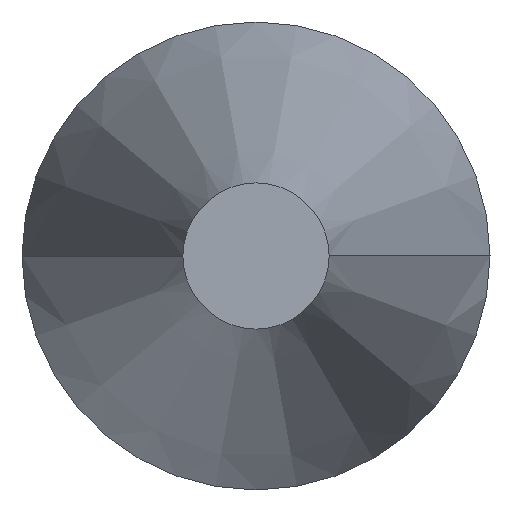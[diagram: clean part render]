
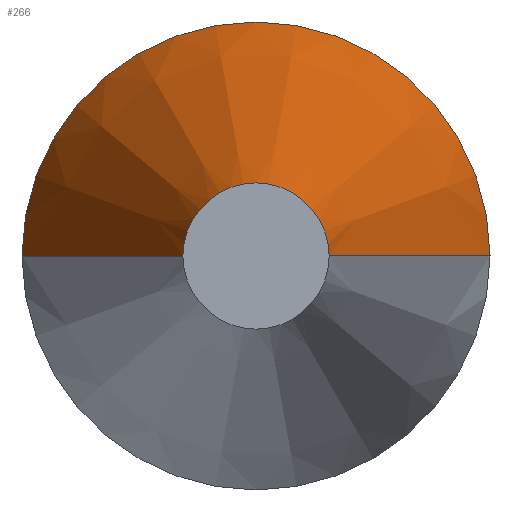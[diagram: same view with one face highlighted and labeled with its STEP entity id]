
A CAD part, front view. The second image highlights one B-rep face of the part: STEP entity #266.
In plain terms, the highlighted conical face has half-angle 15 degrees and reference radius 0.992 mm.
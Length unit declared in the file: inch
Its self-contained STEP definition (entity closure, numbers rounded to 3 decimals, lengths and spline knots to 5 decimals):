
#10 = EDGE_CURVE ( 'NONE', #60, #164, #279, .T. ) ;
#22 = EDGE_CURVE ( 'NONE', #164, #161, #326, .T. ) ;
#31 = CARTESIAN_POINT ( 'NONE',  ( -0.125, 0.69577, 0. ) ) ;
#44 = DIRECTION ( 'NONE',  ( 0., 1., 0. ) ) ;
#60 = VERTEX_POINT ( 'NONE', #94 ) ;
#61 = DIRECTION ( 'NONE',  ( 0., 1., 0. ) ) ;
#66 = DIRECTION ( 'NONE',  ( 0.259, 0.966, 0. ) ) ;
#70 = CARTESIAN_POINT ( 'NONE',  ( 0., 0.69577, 0. ) ) ;
#85 = VERTEX_POINT ( 'NONE', #212 ) ;
#94 = CARTESIAN_POINT ( 'NONE',  ( -0.03905, 0.375, 0. ) ) ;
#104 = EDGE_LOOP ( 'NONE', ( #275, #293, #352, #110 ) ) ;
#110 = ORIENTED_EDGE ( 'NONE', *, *, #10, .F. ) ;
#111 = CONICAL_SURFACE ( 'NONE', #255, 0.03905, 0.262 ) ;
#113 = CARTESIAN_POINT ( 'NONE',  ( -0.03905, 0.375, 0. ) ) ;
#115 = LINE ( 'NONE', #208, #236 ) ;
#118 = CARTESIAN_POINT ( 'NONE',  ( 0., 0.375, 0. ) ) ;
#120 = DIRECTION ( 'NONE',  ( -1., 0., 0. ) ) ;
#144 = AXIS2_PLACEMENT_3D ( 'NONE', #118, #61, #120 ) ;
#145 = FACE_OUTER_BOUND ( 'NONE', #104, .T. ) ;
#161 = VERTEX_POINT ( 'NONE', #278 ) ;
#164 = VERTEX_POINT ( 'NONE', #31 ) ;
#171 = VECTOR ( 'NONE', #196, 39.37008 ) ;
#181 = CARTESIAN_POINT ( 'NONE',  ( 0., 0.375, 0. ) ) ;
#187 = EDGE_CURVE ( 'NONE', #60, #85, #305, .T. ) ;
#196 = DIRECTION ( 'NONE',  ( -0.259, 0.966, 0. ) ) ;
#208 = CARTESIAN_POINT ( 'NONE',  ( 0.03905, 0.375, 0. ) ) ;
#212 = CARTESIAN_POINT ( 'NONE',  ( 0.03905, 0.375, 0. ) ) ;
#233 = DIRECTION ( 'NONE',  ( 0., 1., 0. ) ) ;
#235 = AXIS2_PLACEMENT_3D ( 'NONE', #70, #44, #317 ) ;
#236 = VECTOR ( 'NONE', #66, 39.37008 ) ;
#242 = EDGE_CURVE ( 'NONE', #85, #161, #115, .T. ) ;
#255 = AXIS2_PLACEMENT_3D ( 'NONE', #181, #233, #286 ) ;
#266 = ADVANCED_FACE ( 'NONE', ( #145 ), #111, .T. ) ;
#275 = ORIENTED_EDGE ( 'NONE', *, *, #187, .T. ) ;
#278 = CARTESIAN_POINT ( 'NONE',  ( 0.125, 0.69577, 0. ) ) ;
#279 = LINE ( 'NONE', #113, #171 ) ;
#286 = DIRECTION ( 'NONE',  ( -1., 0., 0. ) ) ;
#293 = ORIENTED_EDGE ( 'NONE', *, *, #242, .T. ) ;
#305 = CIRCLE ( 'NONE', #144, 0.03905 ) ;
#317 = DIRECTION ( 'NONE',  ( -1., 0., 0. ) ) ;
#326 = CIRCLE ( 'NONE', #235, 0.125 ) ;
#352 = ORIENTED_EDGE ( 'NONE', *, *, #22, .F. ) ;
